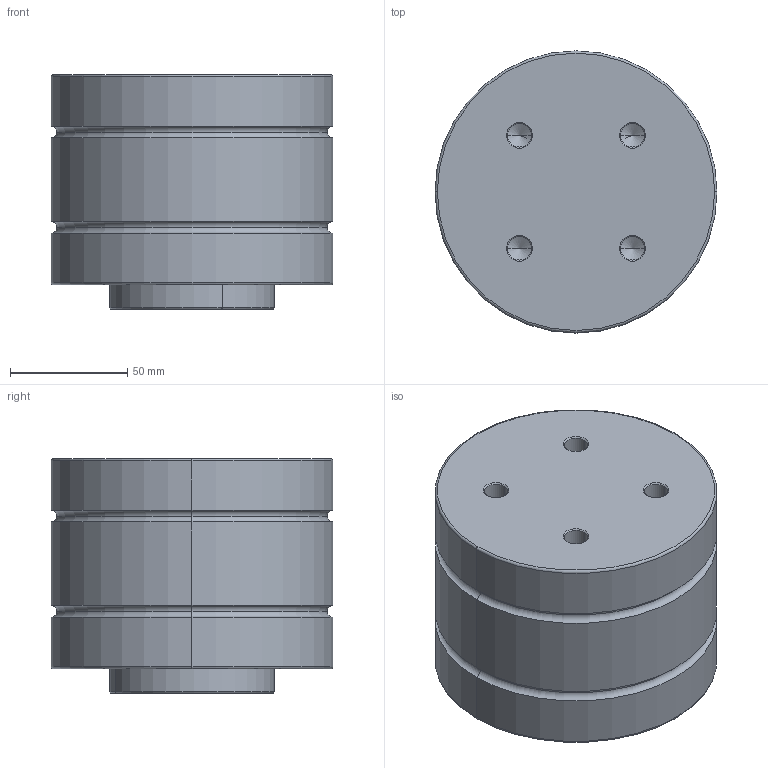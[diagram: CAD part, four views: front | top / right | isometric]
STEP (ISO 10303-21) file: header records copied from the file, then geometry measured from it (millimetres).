
FILE_DESCRIPTION (( 'STEP AP203' ), '1' );
FILE_NAME ('HDG-118-10.STEP', '2011-11-01T12:40:07', ( '' ), ( '' ), 'SwSTEP 2.0', 'SolidWorks 2011', '' );
FILE_SCHEMA (( 'CONFIG_CONTROL_DESIGN' ));
Length unit declared in the file: millimetre
Products named in the file (3): HDG-118-10; HDG-118 Piston_HDG-118-10; HDG-118 Body_HDG-118-10
Assembly tree (2 placements, depth 2):
  HDG-118-10
    HDG-118 Body_HDG-118-10
    HDG-118 Piston_HDG-118-10
Bounding box: 120 x 120 x 100 mm (x, y, z)
Volume: 988550.5 mm3; surface area: 88916.7 mm2
Topology: 2 solids, 2 shells, 67 faces, 138 edges, 76 vertices
Faces by surface type: cylinder 26, torus 16, cone 16, plane 9
Entity records: 2021 total; most frequent: DIRECTION 362, CARTESIAN_POINT 278, ORIENTED_EDGE 260, AXIS2_PLACEMENT_3D 160, EDGE_CURVE 130, CIRCLE 88, EDGE_LOOP 76, VERTEX_POINT 76
